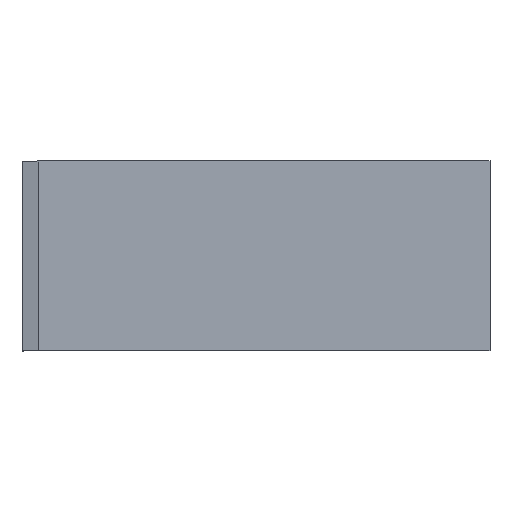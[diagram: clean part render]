
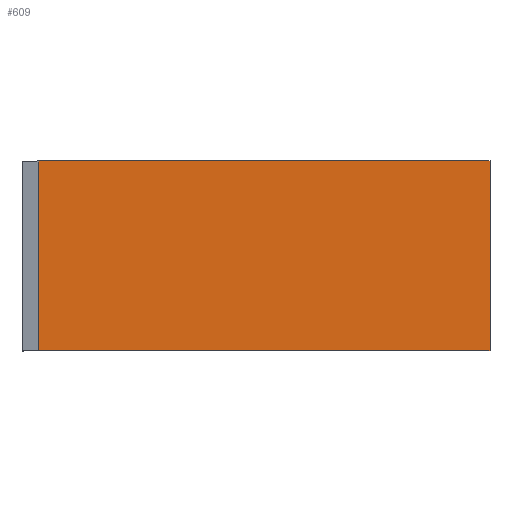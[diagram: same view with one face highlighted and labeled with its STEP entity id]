
A CAD part, top view. The second image highlights one B-rep face of the part: STEP entity #609.
In plain terms, the highlighted planar face has unit normal (0, 0, 1).
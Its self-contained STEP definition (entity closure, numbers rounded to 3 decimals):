
#9=DIRECTION('',(1.,0.,0.));
#10=VECTOR('',#9,266.);
#11=CARTESIAN_POINT('',(10.,0.,0.));
#12=LINE('',#11,#10);
#95=DIRECTION('',(0.,1.,0.));
#96=VECTOR('',#95,112.);
#97=CARTESIAN_POINT('',(276.,0.,0.));
#98=LINE('',#97,#96);
#99=DIRECTION('',(0.,1.,0.));
#100=VECTOR('',#99,112.);
#101=CARTESIAN_POINT('',(10.,0.,0.));
#102=LINE('',#101,#100);
#127=DIRECTION('',(1.,0.,0.));
#128=VECTOR('',#127,266.);
#129=CARTESIAN_POINT('',(10.,112.,0.));
#130=LINE('',#129,#128);
#369=CARTESIAN_POINT('',(10.,0.,0.));
#370=VERTEX_POINT('',#369);
#371=CARTESIAN_POINT('',(276.,0.,0.));
#372=VERTEX_POINT('',#371);
#383=CARTESIAN_POINT('',(10.,112.,0.));
#384=VERTEX_POINT('',#383);
#385=CARTESIAN_POINT('',(276.,112.,0.));
#386=VERTEX_POINT('',#385);
#596=CARTESIAN_POINT('',(10.,0.,0.));
#597=DIRECTION('',(0.,0.,1.));
#598=DIRECTION('',(1.,0.,0.));
#599=AXIS2_PLACEMENT_3D('',#596,#597,#598);
#600=PLANE('',#599);
#601=ORIENTED_EDGE('',*,*,#482,.F.);
#603=ORIENTED_EDGE('',*,*,#602,.T.);
#605=ORIENTED_EDGE('',*,*,#604,.T.);
#606=ORIENTED_EDGE('',*,*,#588,.F.);
#607=EDGE_LOOP('',(#601,#603,#605,#606));
#608=FACE_OUTER_BOUND('',#607,.F.);
#609=ADVANCED_FACE('',(#608),#600,.T.);
#482=EDGE_CURVE('',#370,#372,#12,.T.);
#588=EDGE_CURVE('',#372,#386,#98,.T.);
#602=EDGE_CURVE('',#370,#384,#102,.T.);
#604=EDGE_CURVE('',#384,#386,#130,.T.);
